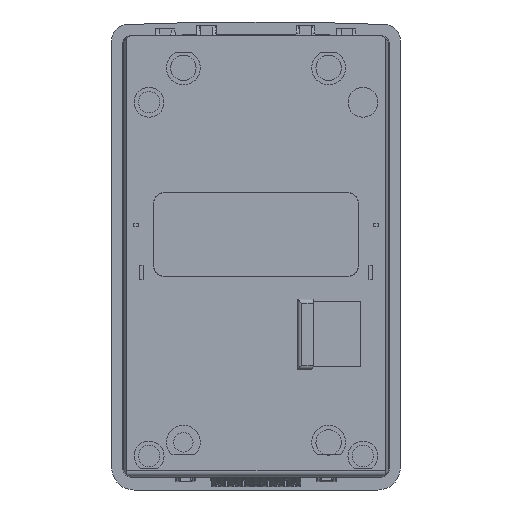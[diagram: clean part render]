
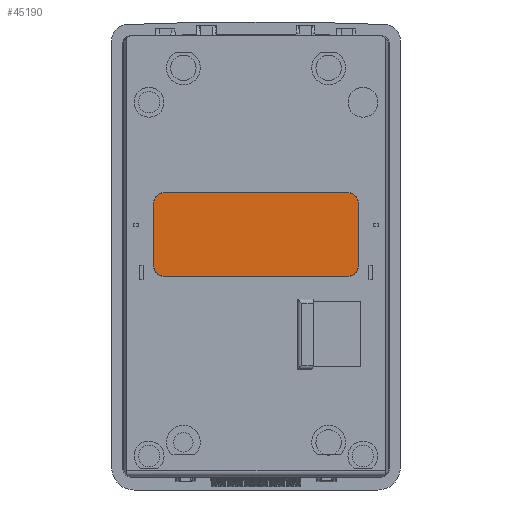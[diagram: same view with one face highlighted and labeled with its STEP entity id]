
A CAD part, front view. The second image highlights one B-rep face of the part: STEP entity #45190.
In plain terms, the highlighted planar face has unit normal (0, -1, 0).
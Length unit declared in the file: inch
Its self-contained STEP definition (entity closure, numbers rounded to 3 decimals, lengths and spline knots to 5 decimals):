
#381 = DIRECTION ( 'NONE',  ( 0., -1., 0. ) ) ;
#1185 = DIRECTION ( 'NONE',  ( 0., 0., -1. ) ) ;
#1563 = AXIS2_PLACEMENT_3D ( 'NONE', #6071, #61744, #14056 ) ;
#3894 = LINE ( 'NONE', #85197, #41217 ) ;
#4124 = CARTESIAN_POINT ( 'NONE',  ( -0.5689, 4.16929, -1.99409 ) ) ;
#5073 = CARTESIAN_POINT ( 'NONE',  ( 1.42322, 4.16929, -1.99409 ) ) ;
#5090 = DIRECTION ( 'NONE',  ( -1., 0., 0. ) ) ;
#6071 = CARTESIAN_POINT ( 'NONE',  ( 1.33267, 4.16929, -1.99409 ) ) ;
#6632 = DIRECTION ( 'NONE',  ( 0., 0., -1. ) ) ;
#8325 = EDGE_CURVE ( 'NONE', #13299, #56637, #45881, .T. ) ;
#8481 = LINE ( 'NONE', #5073, #90726 ) ;
#10666 = CARTESIAN_POINT ( 'NONE',  ( 1.42322, 4.16929, -2.62401 ) ) ;
#11353 = EDGE_CURVE ( 'NONE', #56637, #35765, #3894, .T. ) ;
#13068 = DIRECTION ( 'NONE',  ( 0., 0., 1. ) ) ;
#13299 = VERTEX_POINT ( 'NONE', #87784 ) ;
#14056 = DIRECTION ( 'NONE',  ( 0., 0., -1. ) ) ;
#14062 = LINE ( 'NONE', #83995, #75163 ) ;
#18740 = EDGE_CURVE ( 'NONE', #35765, #68898, #49131, .T. ) ;
#19036 = ORIENTED_EDGE ( 'NONE', *, *, #11353, .T. ) ;
#19442 = DIRECTION ( 'NONE',  ( 0., -1., 0. ) ) ;
#20345 = EDGE_LOOP ( 'NONE', ( #52661, #19036, #51551, #67802, #21640, #40765, #56698, #32526 ) ) ;
#21640 = ORIENTED_EDGE ( 'NONE', *, *, #81952, .T. ) ;
#21642 = EDGE_CURVE ( 'NONE', #31281, #13299, #8481, .T. ) ;
#22223 = CARTESIAN_POINT ( 'NONE',  ( 1.33267, 4.16929, -1.99409 ) ) ;
#26703 = AXIS2_PLACEMENT_3D ( 'NONE', #67104, #19442, #75137 ) ;
#30213 = DIRECTION ( 'NONE',  ( 0., -1., 0. ) ) ;
#31281 = VERTEX_POINT ( 'NONE', #10666 ) ;
#32526 = ORIENTED_EDGE ( 'NONE', *, *, #21642, .T. ) ;
#32568 = AXIS2_PLACEMENT_3D ( 'NONE', #47965, #381, #55952 ) ;
#35765 = VERTEX_POINT ( 'NONE', #102609 ) ;
#39463 = AXIS2_PLACEMENT_3D ( 'NONE', #102030, #54254, #6632 ) ;
#40641 = LINE ( 'NONE', #96489, #80570 ) ;
#40765 = ORIENTED_EDGE ( 'NONE', *, *, #100617, .T. ) ;
#41217 = VECTOR ( 'NONE', #5090, 39.37008 ) ;
#45190 = ADVANCED_FACE ( 'NONE', ( #61244 ), #69895, .T. ) ;
#45881 = CIRCLE ( 'NONE', #1563, 0.09055 ) ;
#47965 = CARTESIAN_POINT ( 'NONE',  ( -0.47835, 4.16929, -2.62401 ) ) ;
#49131 = CIRCLE ( 'NONE', #39463, 0.09055 ) ;
#51551 = ORIENTED_EDGE ( 'NONE', *, *, #18740, .T. ) ;
#52661 = ORIENTED_EDGE ( 'NONE', *, *, #8325, .T. ) ;
#54254 = DIRECTION ( 'NONE',  ( 0., -1., 0. ) ) ;
#55952 = DIRECTION ( 'NONE',  ( 0., 0., -1. ) ) ;
#56637 = VERTEX_POINT ( 'NONE', #85875 ) ;
#56698 = ORIENTED_EDGE ( 'NONE', *, *, #73085, .T. ) ;
#59635 = VERTEX_POINT ( 'NONE', #79980 ) ;
#61244 = FACE_OUTER_BOUND ( 'NONE', #20345, .T. ) ;
#61744 = DIRECTION ( 'NONE',  ( 0., -1., 0. ) ) ;
#67104 = CARTESIAN_POINT ( 'NONE',  ( 1.33267, 4.16929, -2.62401 ) ) ;
#67802 = ORIENTED_EDGE ( 'NONE', *, *, #76588, .T. ) ;
#68898 = VERTEX_POINT ( 'NONE', #4124 ) ;
#69895 = PLANE ( 'NONE',  #102951 ) ;
#72185 = CIRCLE ( 'NONE', #26703, 0.09055 ) ;
#72998 = CIRCLE ( 'NONE', #32568, 0.09055 ) ;
#73085 = EDGE_CURVE ( 'NONE', #80174, #31281, #72185, .T. ) ;
#75137 = DIRECTION ( 'NONE',  ( 0., 0., -1. ) ) ;
#75163 = VECTOR ( 'NONE', #75993, 39.37008 ) ;
#75993 = DIRECTION ( 'NONE',  ( 1., 0., 0. ) ) ;
#76588 = EDGE_CURVE ( 'NONE', #68898, #92514, #40641, .T. ) ;
#79980 = CARTESIAN_POINT ( 'NONE',  ( -0.47835, 4.16929, -2.71456 ) ) ;
#80174 = VERTEX_POINT ( 'NONE', #86018 ) ;
#80570 = VECTOR ( 'NONE', #1185, 39.37008 ) ;
#81952 = EDGE_CURVE ( 'NONE', #92514, #59635, #72998, .T. ) ;
#83995 = CARTESIAN_POINT ( 'NONE',  ( 1.33267, 4.16929, -2.71456 ) ) ;
#85197 = CARTESIAN_POINT ( 'NONE',  ( 1.33267, 4.16929, -1.90354 ) ) ;
#85875 = CARTESIAN_POINT ( 'NONE',  ( 1.33267, 4.16929, -1.90354 ) ) ;
#85938 = DIRECTION ( 'NONE',  ( 0., 0., -1. ) ) ;
#86018 = CARTESIAN_POINT ( 'NONE',  ( 1.33267, 4.16929, -2.71456 ) ) ;
#87784 = CARTESIAN_POINT ( 'NONE',  ( 1.42322, 4.16929, -1.99409 ) ) ;
#90726 = VECTOR ( 'NONE', #13068, 39.37008 ) ;
#92514 = VERTEX_POINT ( 'NONE', #93482 ) ;
#93482 = CARTESIAN_POINT ( 'NONE',  ( -0.5689, 4.16929, -2.62401 ) ) ;
#96489 = CARTESIAN_POINT ( 'NONE',  ( -0.5689, 4.16929, -1.99409 ) ) ;
#100617 = EDGE_CURVE ( 'NONE', #59635, #80174, #14062, .T. ) ;
#102030 = CARTESIAN_POINT ( 'NONE',  ( -0.47835, 4.16929, -1.99409 ) ) ;
#102609 = CARTESIAN_POINT ( 'NONE',  ( -0.47835, 4.16929, -1.90354 ) ) ;
#102951 = AXIS2_PLACEMENT_3D ( 'NONE', #22223, #30213, #85938 ) ;
